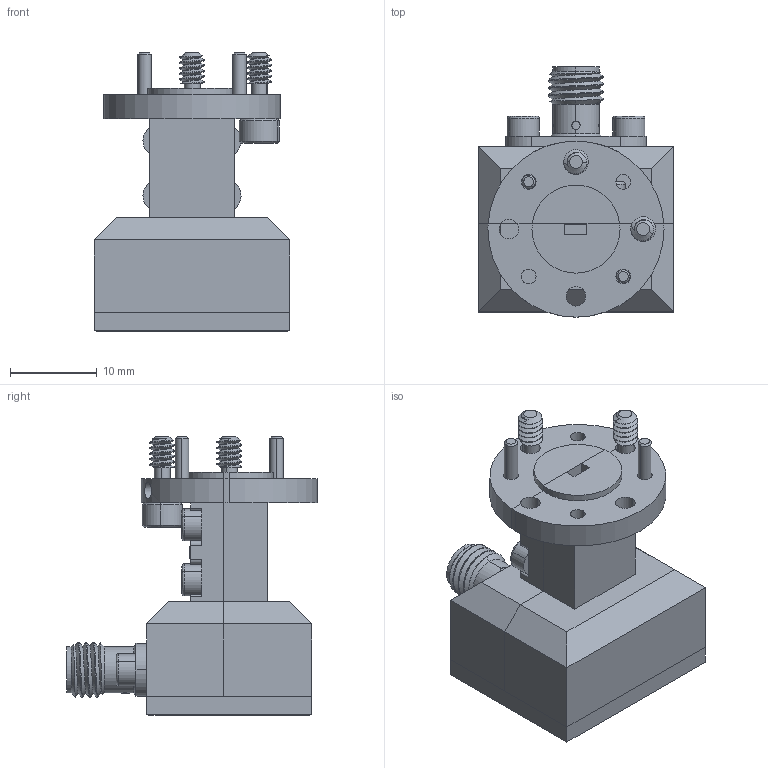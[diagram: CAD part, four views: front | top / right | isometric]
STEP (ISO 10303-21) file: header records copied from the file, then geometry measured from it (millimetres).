
FILE_DESCRIPTION (( 'STEP AP214' ), '1' );
FILE_NAME ('FMMT3012_3D.STEP', '2022-08-19T18:42:53', ( '' ), ( '' ), 'SwSTEP 2.0', 'SolidWorks 2021', '' );
FILE_SCHEMA (( 'AUTOMOTIVE_DESIGN' ));
Length unit declared in the file: inch
Products named in the file (10): 4-40 socket head x .25_3_90128A106; 220349_CapScrew; FMMT3012_3D; 4-40 socket head x .30_CAPTIVE_90128A106; SMA F PNL_2; PE80T3012_LABEL; PE80T3008_DOWEL; SMA F PNL MNT_2; FMMT3012; 1AJ02-017_SOCKET_4-40 x .125 FLAT HEAD SCREW
Assembly tree (23 placements, depth 3):
  FMMT3012_3D
    FMMT3012
    PE80T3008_DOWEL  x3
    SMA F PNL MNT_2
      SMA F PNL_2
      220349_CapScrew  x2
    1AJ02-017_SOCKET_4-40 x .125 FLAT HEAD SCREW  x4
    4-40 socket head x .30_CAPTIVE_90128A106  x2
    4-40 socket head x .25_3_90128A106  x2
    PE80T3012_LABEL
    220349_CapScrew  x6
Bounding box: 22.61 x 28.93 x 32.13 mm (x, y, z)
Volume: 7558.2 mm3; surface area: 6286.4 mm2
Topology: 22 solids, 22 shells, 1129 faces, 2699 edges, 1684 vertices
Faces by surface type: plane 445, cylinder 271, cone 266, bspline 131, torus 16
Entity records: 33265 total; most frequent: CARTESIAN_POINT 13563, ORIENTED_EDGE 3366, DIRECTION 2766, EDGE_CURVE 1683, VERTEX_POINT 1086, VECTOR 988, LINE 988, AXIS2_PLACEMENT_3D 889
